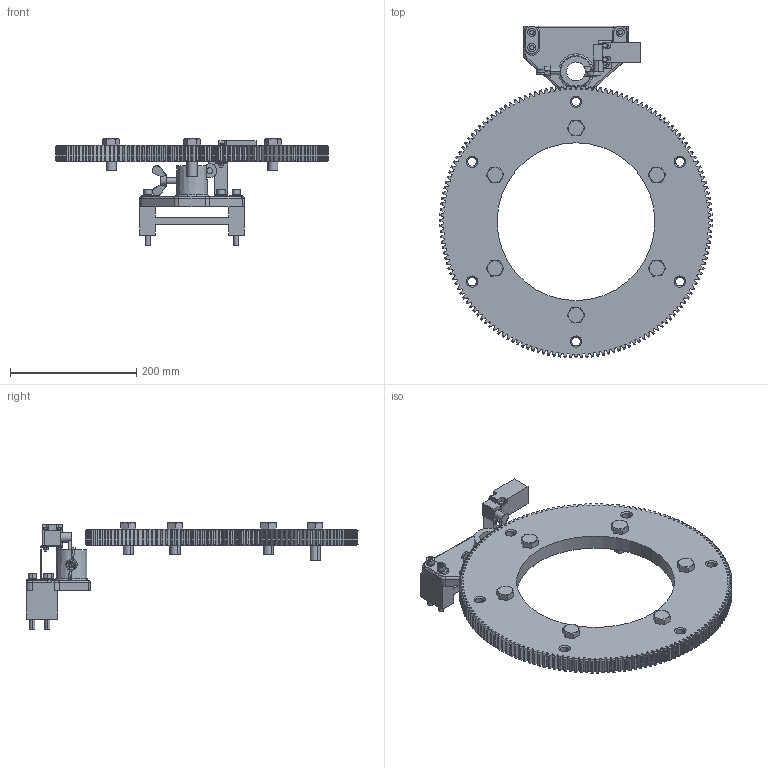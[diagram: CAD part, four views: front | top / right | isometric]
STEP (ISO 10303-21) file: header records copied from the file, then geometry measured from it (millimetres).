
FILE_DESCRIPTION (( 'STEP AP203' ), '1' );
FILE_NAME ('uapll340_102.STEP', '2022-11-03T10:47:00', ( '' ), ( '' ), '', '', '' );
FILE_SCHEMA (( 'CONFIG_CONTROL_DESIGN' ));
Products named in the file (1): uapll340_102
Bounding box: 431.69 x 525.85 x 168.5 mm (x, y, z)
Volume: 2849260.1 mm3; surface area: 421299.6 mm2
Topology: 2 solids, 2 shells, 1482 faces, 4146 edges, 2716 vertices
Faces by surface type: cylinder 477, cone 404, bspline 317, plane 271, torus 13
Entity records: 53061 total; most frequent: CARTESIAN_POINT 17374, ORIENTED_EDGE 8292, DIRECTION 6418, EDGE_CURVE 4146, VERTEX_POINT 2716, AXIS2_PLACEMENT_3D 2587, EDGE_LOOP 1568, ADVANCED_FACE 1482
